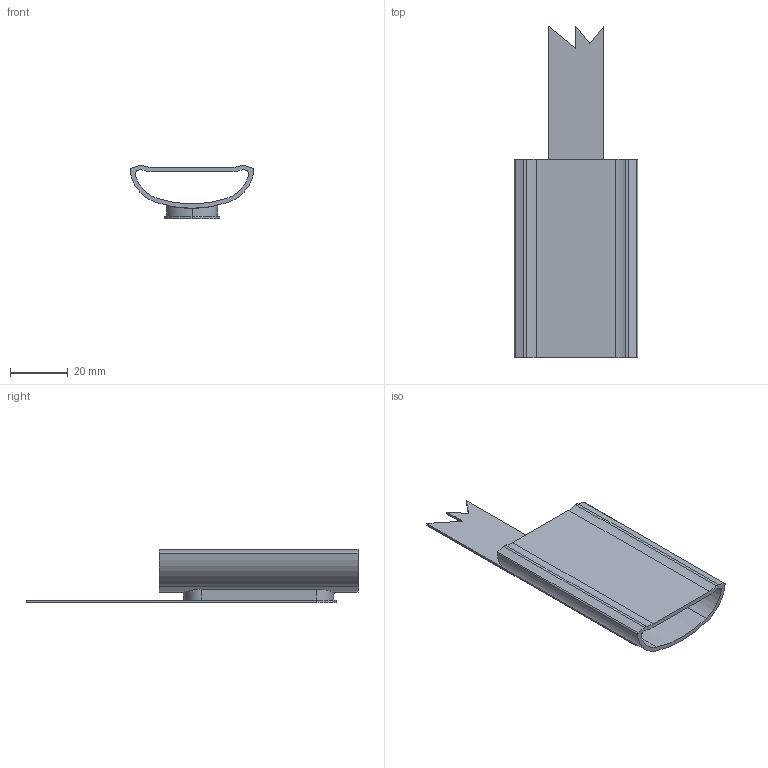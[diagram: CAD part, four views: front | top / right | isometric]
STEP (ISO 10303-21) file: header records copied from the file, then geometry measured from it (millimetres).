
FILE_DESCRIPTION (( 'STEP AP203' ), '1' );
FILE_NAME ('251001_AKVO_SUM_Extrusion Profile_PART_00_20150112.STEP', '2016-01-12T17:35:00', ( '' ), ( '' ), 'SwSTEP 2.0', 'SolidWorks 2015', '' );
FILE_SCHEMA (( 'CONFIG_CONTROL_DESIGN' ));
Length unit declared in the file: millimetre
Products named in the file (1): 251001_AKVO_SUM_Extrusion Profile_PART_00_20150112
Bounding box: 42.95 x 115.27 x 18.51 mm (x, y, z)
Volume: 13362 mm3; surface area: 20261 mm2
Topology: 3 solids, 3 shells, 118 faces, 302 edges, 200 vertices
Faces by surface type: plane 75, cylinder 23, bspline 10, cone 10
Full cylindrical faces by diameter (mm): 2.5 x2, 4 x2
Entity records: 4634 total; most frequent: CARTESIAN_POINT 1810, ORIENTED_EDGE 588, DIRECTION 508, EDGE_CURVE 294, VERTEX_POINT 198, AXIS2_PLACEMENT_3D 175, LINE 158, VECTOR 158
